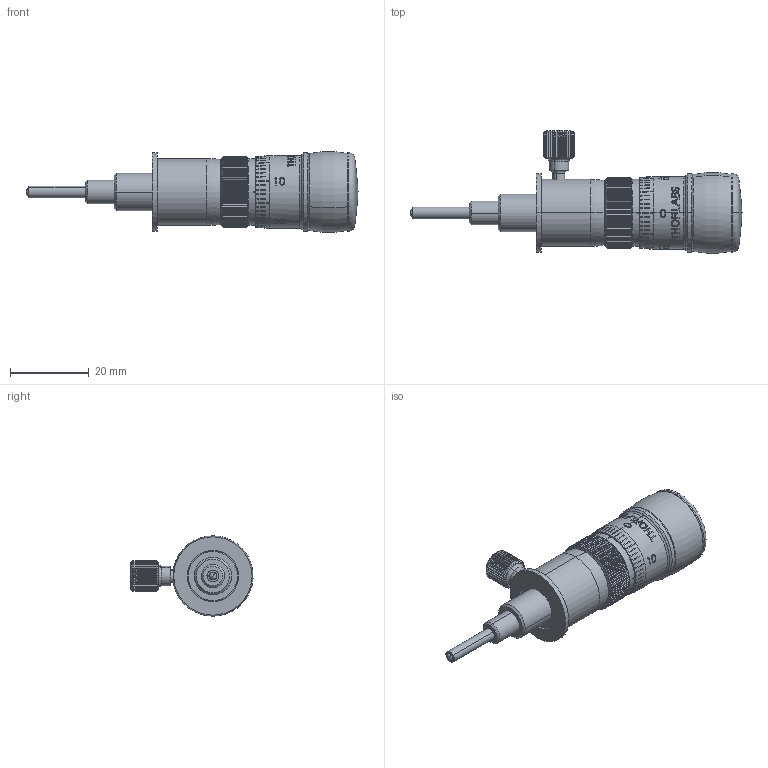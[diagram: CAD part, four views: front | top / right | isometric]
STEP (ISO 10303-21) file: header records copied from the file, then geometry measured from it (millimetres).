
FILE_DESCRIPTION (( 'STEP AP203' ), '1' );
FILE_NAME ('DM10B - Web.STEP', '2011-01-18T11:59:24', ( 'Thorlabs Ltd.' ), ( 'Thorlabs Ltd.' ), 'SwSTEP 2.0', 'SolidWorks 2009', '' );
FILE_SCHEMA (( 'CONFIG_CONTROL_DESIGN' ));
Length unit declared in the file: millimetre
Products named in the file (1): DM10B - Web
Bounding box: 84.4 x 31.02 x 20.44 mm (x, y, z)
Surface area: 6259 mm2 (no closed solid volume)
Topology: 0 solids, 12 shells, 840 faces, 2356 edges, 1495 vertices
Faces by surface type: plane 296, cone 192, cylinder 179, torus 171, sphere 2
Entity records: 30155 total; most frequent: CARTESIAN_POINT 9045, DIRECTION 4612, ORIENTED_EDGE 4217, EDGE_CURVE 2349, AXIS2_PLACEMENT_3D 2053, VERTEX_POINT 1492, CIRCLE 1212, EDGE_LOOP 880
